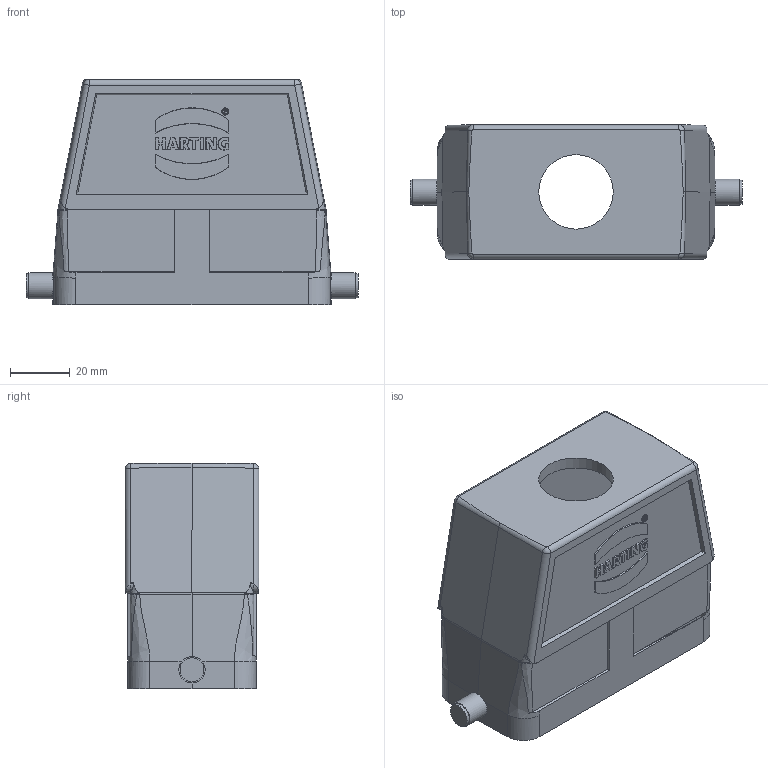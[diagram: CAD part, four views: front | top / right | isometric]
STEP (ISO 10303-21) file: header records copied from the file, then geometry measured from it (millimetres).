
FILE_DESCRIPTION(/* description */ (''),/* implementation_level */ '2;1');
FILE_NAME(/* name */ '100191688ugm000_c.stp',/* time_stamp */ '2019-09-24T11:15:31+02:00',/* author */ (''),/* organization */ (''),/* preprocessor_version */ 'ST-DEVELOPER v16.7',/* originating_system */ 'SIEMENS PLM Software NX 12.0',/* authorisation */ '');
FILE_SCHEMA (('AUTOMOTIVE_DESIGN { 1 0 10303 214 3 1 1 1 }'));
Length unit declared in the file: millimetre
Products named in the file (1): 100191688ugm000_c
Bounding box: 111.5 x 45 x 75.6 mm (x, y, z)
Volume: 82081 mm3; surface area: 42943.8 mm2
Topology: 1 solids, 1 shells, 265 faces, 692 edges, 453 vertices
Faces by surface type: plane 178, cylinder 35, bspline 34, cone 14, sphere 4
Full cylindrical faces by diameter (mm): 3 x4, 8 x2, 8.8 x2, 25 x1
Entity records: 16525 total; most frequent: CARTESIAN_POINT 9649, ORIENTED_EDGE 1332, DIRECTION 1108, EDGE_CURVE 666, VERTEX_POINT 440, LINE 420, VECTOR 420, AXIS2_PLACEMENT_3D 344
